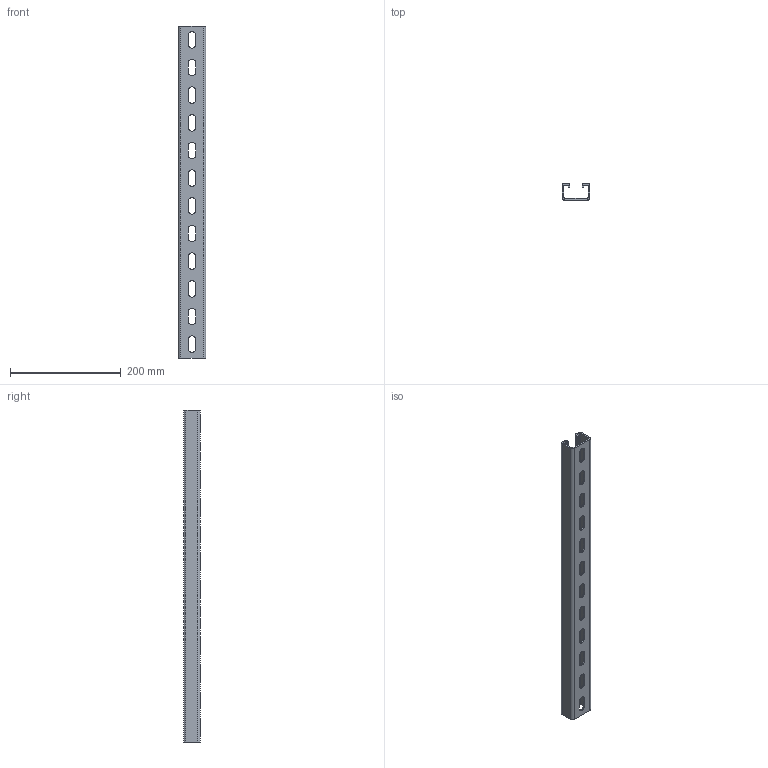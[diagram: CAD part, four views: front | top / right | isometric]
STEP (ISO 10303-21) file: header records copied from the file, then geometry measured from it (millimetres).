
FILE_DESCRIPTION (( 'STEP AP214' ), '1' );
FILE_NAME ('1121294.stp', '2016-07-21T06:05:22', ( '' ), ( '' ), 'SwSTEP 2.0', 'SolidWorks 2014', '' );
FILE_SCHEMA (( 'AUTOMOTIVE_DESIGN' ));
Length unit declared in the file: millimetre
Products named in the file (1): 1121294
Bounding box: 50 x 30 x 600 mm (x, y, z)
Volume: 215318.2 mm3; surface area: 150655.7 mm2
Topology: 1 solids, 1 shells, 148 faces, 363 edges, 226 vertices
Faces by surface type: plane 92, cylinder 52, bspline 4
Entity records: 4401 total; most frequent: CARTESIAN_POINT 790, DIRECTION 749, ORIENTED_EDGE 726, EDGE_CURVE 363, VECTOR 251, LINE 251, AXIS2_PLACEMENT_3D 249, VERTEX_POINT 226
